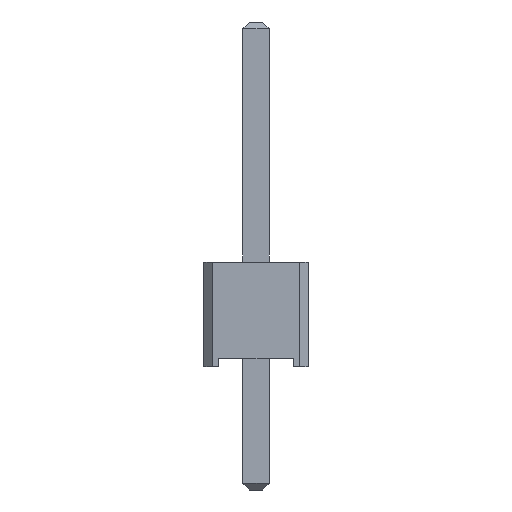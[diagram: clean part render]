
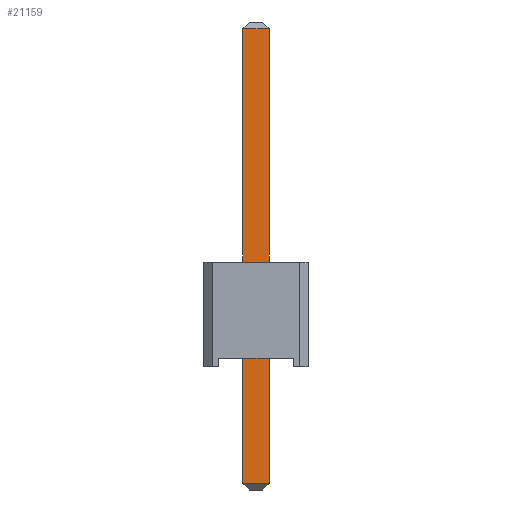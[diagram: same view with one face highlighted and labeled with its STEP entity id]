
A CAD part, left-side view. The second image highlights one B-rep face of the part: STEP entity #21159.
In plain terms, the highlighted planar face has unit normal (-1, 0, 0).
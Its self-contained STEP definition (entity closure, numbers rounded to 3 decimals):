
#21043 = EDGE_CURVE('',#21044,#21046,#21048,.T.);
#21044 = VERTEX_POINT('',#21045);
#21045 = CARTESIAN_POINT('',(-0.32,0.32,-2.84));
#21046 = VERTEX_POINT('',#21047);
#21047 = CARTESIAN_POINT('',(-0.32,0.32,8.22));
#21048 = SURFACE_CURVE('',#21049,(#21053,#21065),.PCURVE_S1.);
#21049 = LINE('',#21050,#21051);
#21050 = CARTESIAN_POINT('',(-0.32,0.32,-3.));
#21051 = VECTOR('',#21052,1.);
#21052 = DIRECTION('',(0.,0.,1.));
#21053 = PCURVE('',#21054,#21059);
#21054 = PLANE('',#21055);
#21055 = AXIS2_PLACEMENT_3D('',#21056,#21057,#21058);
#21056 = CARTESIAN_POINT('',(-0.32,0.32,-3.));
#21057 = DIRECTION('',(0.,1.,0.));
#21058 = DIRECTION('',(1.,0.,0.));
#21059 = DEFINITIONAL_REPRESENTATION('',(#21060),#21064);
#21060 = LINE('',#21061,#21062);
#21061 = CARTESIAN_POINT('',(0.,0.));
#21062 = VECTOR('',#21063,1.);
#21063 = DIRECTION('',(0.,-1.));
#21064 = ( GEOMETRIC_REPRESENTATION_CONTEXT(2) 
PARAMETRIC_REPRESENTATION_CONTEXT() REPRESENTATION_CONTEXT('2D SPACE',''
  ) );
#21065 = PCURVE('',#21066,#21071);
#21066 = PLANE('',#21067);
#21067 = AXIS2_PLACEMENT_3D('',#21068,#21069,#21070);
#21068 = CARTESIAN_POINT('',(-0.32,-0.32,-3.));
#21069 = DIRECTION('',(-1.,0.,0.));
#21070 = DIRECTION('',(0.,1.,0.));
#21071 = DEFINITIONAL_REPRESENTATION('',(#21072),#21076);
#21072 = LINE('',#21073,#21074);
#21073 = CARTESIAN_POINT('',(0.64,0.));
#21074 = VECTOR('',#21075,1.);
#21075 = DIRECTION('',(0.,-1.));
#21076 = ( GEOMETRIC_REPRESENTATION_CONTEXT(2) 
PARAMETRIC_REPRESENTATION_CONTEXT() REPRESENTATION_CONTEXT('2D SPACE',''
  ) );
#21159 = ADVANCED_FACE('',(#21160),#21066,.T.);
#21160 = FACE_BOUND('',#21161,.T.);
#21161 = EDGE_LOOP('',(#21162,#21192,#21218,#21219));
#21162 = ORIENTED_EDGE('',*,*,#21163,.T.);
#21163 = EDGE_CURVE('',#21164,#21166,#21168,.T.);
#21164 = VERTEX_POINT('',#21165);
#21165 = CARTESIAN_POINT('',(-0.32,-0.32,-2.84));
#21166 = VERTEX_POINT('',#21167);
#21167 = CARTESIAN_POINT('',(-0.32,-0.32,8.22));
#21168 = SURFACE_CURVE('',#21169,(#21173,#21180),.PCURVE_S1.);
#21169 = LINE('',#21170,#21171);
#21170 = CARTESIAN_POINT('',(-0.32,-0.32,-3.));
#21171 = VECTOR('',#21172,1.);
#21172 = DIRECTION('',(0.,0.,1.));
#21173 = PCURVE('',#21066,#21174);
#21174 = DEFINITIONAL_REPRESENTATION('',(#21175),#21179);
#21175 = LINE('',#21176,#21177);
#21176 = CARTESIAN_POINT('',(0.,0.));
#21177 = VECTOR('',#21178,1.);
#21178 = DIRECTION('',(0.,-1.));
#21179 = ( GEOMETRIC_REPRESENTATION_CONTEXT(2) 
PARAMETRIC_REPRESENTATION_CONTEXT() REPRESENTATION_CONTEXT('2D SPACE',''
  ) );
#21180 = PCURVE('',#21181,#21186);
#21181 = PLANE('',#21182);
#21182 = AXIS2_PLACEMENT_3D('',#21183,#21184,#21185);
#21183 = CARTESIAN_POINT('',(0.32,-0.32,-3.));
#21184 = DIRECTION('',(0.,-1.,0.));
#21185 = DIRECTION('',(-1.,0.,0.));
#21186 = DEFINITIONAL_REPRESENTATION('',(#21187),#21191);
#21187 = LINE('',#21188,#21189);
#21188 = CARTESIAN_POINT('',(0.64,0.));
#21189 = VECTOR('',#21190,1.);
#21190 = DIRECTION('',(0.,-1.));
#21191 = ( GEOMETRIC_REPRESENTATION_CONTEXT(2) 
PARAMETRIC_REPRESENTATION_CONTEXT() REPRESENTATION_CONTEXT('2D SPACE',''
  ) );
#21192 = ORIENTED_EDGE('',*,*,#21193,.T.);
#21193 = EDGE_CURVE('',#21166,#21046,#21194,.T.);
#21194 = SURFACE_CURVE('',#21195,(#21199,#21206),.PCURVE_S1.);
#21195 = LINE('',#21196,#21197);
#21196 = CARTESIAN_POINT('',(-0.32,-0.32,8.22));
#21197 = VECTOR('',#21198,1.);
#21198 = DIRECTION('',(0.,1.,0.));
#21199 = PCURVE('',#21066,#21200);
#21200 = DEFINITIONAL_REPRESENTATION('',(#21201),#21205);
#21201 = LINE('',#21202,#21203);
#21202 = CARTESIAN_POINT('',(0.,-11.22));
#21203 = VECTOR('',#21204,1.);
#21204 = DIRECTION('',(1.,0.));
#21205 = ( GEOMETRIC_REPRESENTATION_CONTEXT(2) 
PARAMETRIC_REPRESENTATION_CONTEXT() REPRESENTATION_CONTEXT('2D SPACE',''
  ) );
#21206 = PCURVE('',#21207,#21212);
#21207 = PLANE('',#21208);
#21208 = AXIS2_PLACEMENT_3D('',#21209,#21210,#21211);
#21209 = CARTESIAN_POINT('',(-0.24,-0.32,8.3));
#21210 = DIRECTION('',(-0.707,0.,
    0.707));
#21211 = DIRECTION('',(0.,-1.,0.));
#21212 = DEFINITIONAL_REPRESENTATION('',(#21213),#21217);
#21213 = LINE('',#21214,#21215);
#21214 = CARTESIAN_POINT('',(0.,-0.113));
#21215 = VECTOR('',#21216,1.);
#21216 = DIRECTION('',(-1.,0.));
#21217 = ( GEOMETRIC_REPRESENTATION_CONTEXT(2) 
PARAMETRIC_REPRESENTATION_CONTEXT() REPRESENTATION_CONTEXT('2D SPACE',''
  ) );
#21218 = ORIENTED_EDGE('',*,*,#21043,.F.);
#21219 = ORIENTED_EDGE('',*,*,#21220,.F.);
#21220 = EDGE_CURVE('',#21164,#21044,#21221,.T.);
#21221 = SURFACE_CURVE('',#21222,(#21226,#21233),.PCURVE_S1.);
#21222 = LINE('',#21223,#21224);
#21223 = CARTESIAN_POINT('',(-0.32,-0.32,-2.84));
#21224 = VECTOR('',#21225,1.);
#21225 = DIRECTION('',(0.,1.,0.));
#21226 = PCURVE('',#21066,#21227);
#21227 = DEFINITIONAL_REPRESENTATION('',(#21228),#21232);
#21228 = LINE('',#21229,#21230);
#21229 = CARTESIAN_POINT('',(0.,-0.16));
#21230 = VECTOR('',#21231,1.);
#21231 = DIRECTION('',(1.,0.));
#21232 = ( GEOMETRIC_REPRESENTATION_CONTEXT(2) 
PARAMETRIC_REPRESENTATION_CONTEXT() REPRESENTATION_CONTEXT('2D SPACE',''
  ) );
#21233 = PCURVE('',#21234,#21239);
#21234 = PLANE('',#21235);
#21235 = AXIS2_PLACEMENT_3D('',#21236,#21237,#21238);
#21236 = CARTESIAN_POINT('',(-0.24,-0.32,-2.92));
#21237 = DIRECTION('',(0.707,0.,0.707));
#21238 = DIRECTION('',(0.,-1.,0.));
#21239 = DEFINITIONAL_REPRESENTATION('',(#21240),#21244);
#21240 = LINE('',#21241,#21242);
#21241 = CARTESIAN_POINT('',(0.,-0.113));
#21242 = VECTOR('',#21243,1.);
#21243 = DIRECTION('',(-1.,0.));
#21244 = ( GEOMETRIC_REPRESENTATION_CONTEXT(2) 
PARAMETRIC_REPRESENTATION_CONTEXT() REPRESENTATION_CONTEXT('2D SPACE',''
  ) );
